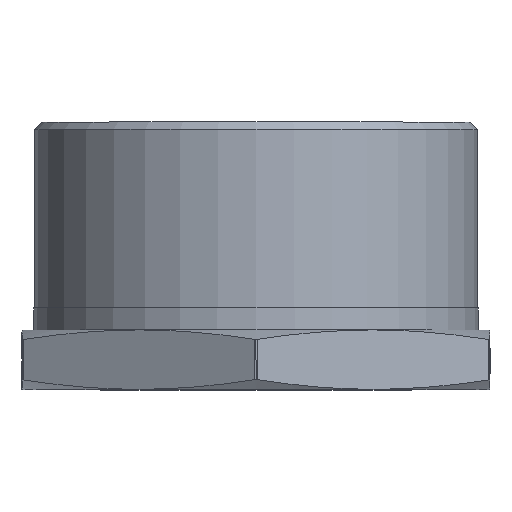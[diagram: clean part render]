
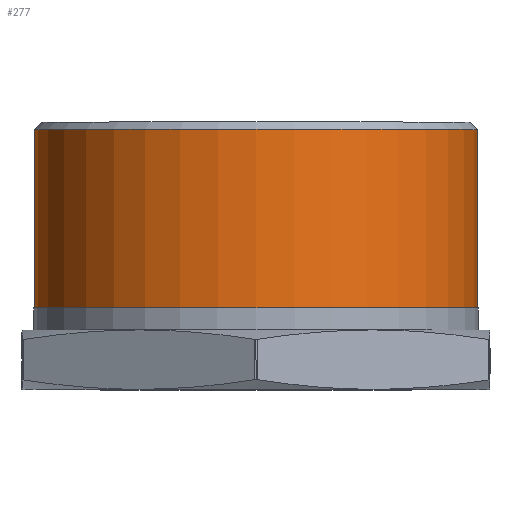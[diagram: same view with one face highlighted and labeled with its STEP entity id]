
A CAD part, top view. The second image highlights one B-rep face of the part: STEP entity #277.
In plain terms, the highlighted cylindrical face has radius 29.807 mm (diameter 59.614 mm), a partial arc.
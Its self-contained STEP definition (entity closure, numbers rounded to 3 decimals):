
#113 = DIRECTION ( 'NONE',  ( 1., 0., 0. ) ) ;
#277 = ADVANCED_FACE ( 'NONE', ( #10940 ), #3500, .T. ) ;
#292 = DIRECTION ( 'NONE',  ( 1., 0., 0. ) ) ;
#321 = CIRCLE ( 'NONE', #5663, 29.807 ) ;
#478 = DIRECTION ( 'NONE',  ( 0., 1., 0. ) ) ;
#682 = VECTOR ( 'NONE', #926, 1000. ) ;
#926 = DIRECTION ( 'NONE',  ( 0., 1., 0. ) ) ;
#1150 = CARTESIAN_POINT ( 'NONE',  ( 0., 11., 0. ) ) ;
#1734 = ORIENTED_EDGE ( 'NONE', *, *, #8407, .T. ) ;
#2789 = EDGE_LOOP ( 'NONE', ( #10208, #5204, #1734, #3628 ) ) ;
#2853 = EDGE_CURVE ( 'NONE', #6763, #7681, #10941, .T. ) ;
#3180 = CARTESIAN_POINT ( 'NONE',  ( 29.807, 8., 0. ) ) ;
#3500 = CYLINDRICAL_SURFACE ( 'NONE', #7786, 29.807 ) ;
#3628 = ORIENTED_EDGE ( 'NONE', *, *, #12585, .F. ) ;
#4141 = VERTEX_POINT ( 'NONE', #5539 ) ;
#4251 = DIRECTION ( 'NONE',  ( 0., 1., 0. ) ) ;
#4673 = LINE ( 'NONE', #7349, #682 ) ;
#5204 = ORIENTED_EDGE ( 'NONE', *, *, #2853, .T. ) ;
#5539 = CARTESIAN_POINT ( 'NONE',  ( -29.807, 35.016, 0. ) ) ;
#5663 = AXIS2_PLACEMENT_3D ( 'NONE', #12080, #478, #292 ) ;
#6358 = CARTESIAN_POINT ( 'NONE',  ( -29.807, 11., 0. ) ) ;
#6763 = VERTEX_POINT ( 'NONE', #6358 ) ;
#7073 = AXIS2_PLACEMENT_3D ( 'NONE', #1150, #10577, #7602 ) ;
#7349 = CARTESIAN_POINT ( 'NONE',  ( -29.807, 8., 0. ) ) ;
#7468 = CARTESIAN_POINT ( 'NONE',  ( 29.807, 11., 0. ) ) ;
#7602 = DIRECTION ( 'NONE',  ( 1., 0., 0. ) ) ;
#7681 = VERTEX_POINT ( 'NONE', #7468 ) ;
#7786 = AXIS2_PLACEMENT_3D ( 'NONE', #12643, #11689, #113 ) ;
#8407 = EDGE_CURVE ( 'NONE', #7681, #8825, #10796, .T. ) ;
#8825 = VERTEX_POINT ( 'NONE', #11116 ) ;
#9978 = EDGE_CURVE ( 'NONE', #6763, #4141, #4673, .T. ) ;
#10208 = ORIENTED_EDGE ( 'NONE', *, *, #9978, .F. ) ;
#10577 = DIRECTION ( 'NONE',  ( 0., 1., 0. ) ) ;
#10796 = LINE ( 'NONE', #3180, #13339 ) ;
#10940 = FACE_OUTER_BOUND ( 'NONE', #2789, .T. ) ;
#10941 = CIRCLE ( 'NONE', #7073, 29.807 ) ;
#11116 = CARTESIAN_POINT ( 'NONE',  ( 29.807, 35.016, 0. ) ) ;
#11689 = DIRECTION ( 'NONE',  ( 0., 1., 0. ) ) ;
#12080 = CARTESIAN_POINT ( 'NONE',  ( 0., 35.016, 0. ) ) ;
#12585 = EDGE_CURVE ( 'NONE', #4141, #8825, #321, .T. ) ;
#12643 = CARTESIAN_POINT ( 'NONE',  ( 0., 8., 0. ) ) ;
#13339 = VECTOR ( 'NONE', #4251, 1000. ) ;
